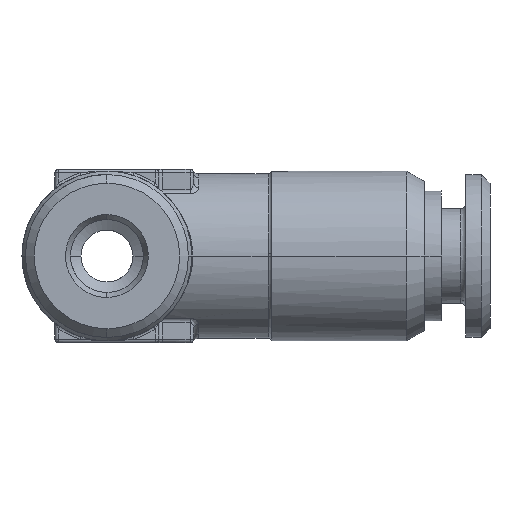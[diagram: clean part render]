
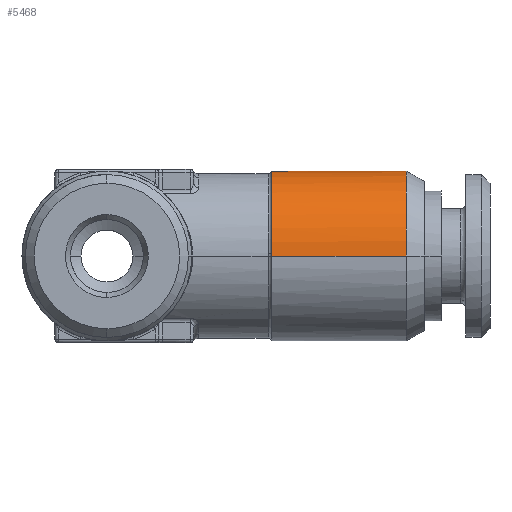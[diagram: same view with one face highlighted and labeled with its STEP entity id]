
A CAD part, left-side view. The second image highlights one B-rep face of the part: STEP entity #5468.
In plain terms, the highlighted cylindrical face has radius 4.9 mm (diameter 9.8 mm), a partial arc.
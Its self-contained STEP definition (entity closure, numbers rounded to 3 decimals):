
#5088=CARTESIAN_POINT('Axis2P3D Location',(0.,-17.28,0.)) ;
#5092=CARTESIAN_POINT('Vertex',(4.9,-17.28,0.)) ;
#5094=CARTESIAN_POINT('Vertex',(-4.9,-17.28,0.)) ;
#5426=CARTESIAN_POINT('Axis2P3D Location',(0.,-18.87,0.)) ;
#5431=CARTESIAN_POINT('Line Origine',(4.9,-18.87,0.)) ;
#5435=CARTESIAN_POINT('Vertex',(4.9,-9.499,0.)) ;
#5439=CARTESIAN_POINT('Control Point',(-4.9,-9.499,0.)) ;
#5440=CARTESIAN_POINT('Control Point',(-4.9,-9.499,0.77)) ;
#5441=CARTESIAN_POINT('Control Point',(-4.749,-9.499,1.539)) ;
#5442=CARTESIAN_POINT('Control Point',(-4.446,-9.499,2.269)) ;
#5443=CARTESIAN_POINT('Control Point',(-3.572,-9.499,3.572)) ;
#5444=CARTESIAN_POINT('Control Point',(-2.269,-9.499,4.446)) ;
#5445=CARTESIAN_POINT('Control Point',(-1.539,-9.499,4.749)) ;
#5446=CARTESIAN_POINT('Control Point',(0.,-9.499,5.051)) ;
#5447=CARTESIAN_POINT('Control Point',(1.539,-9.499,4.749)) ;
#5448=CARTESIAN_POINT('Control Point',(2.269,-9.499,4.446)) ;
#5449=CARTESIAN_POINT('Control Point',(3.572,-9.499,3.572)) ;
#5450=CARTESIAN_POINT('Control Point',(4.446,-9.499,2.269)) ;
#5451=CARTESIAN_POINT('Control Point',(4.749,-9.499,1.539)) ;
#5452=CARTESIAN_POINT('Control Point',(4.9,-9.499,0.77)) ;
#5453=CARTESIAN_POINT('Control Point',(4.9,-9.499,0.)) ;
#5454=CARTESIAN_POINT('Vertex',(-4.9,-9.499,0.)) ;
#5457=CARTESIAN_POINT('Line Origine',(-4.9,-18.87,0.)) ;
#5089=DIRECTION('Axis2P3D Direction',(-0.,1.,0.)) ;
#5427=DIRECTION('Axis2P3D Direction',(-0.,1.,0.)) ;
#5428=DIRECTION('Axis2P3D XDirection',(-1.,0.,0.)) ;
#5432=DIRECTION('Vector Direction',(0.,1.,0.)) ;
#5458=DIRECTION('Vector Direction',(0.,1.,0.)) ;
#5090=AXIS2_PLACEMENT_3D('Circle Axis2P3D',#5088,#5089,$) ;
#5429=AXIS2_PLACEMENT_3D('Cylinder Axis2P3D',#5426,#5427,#5428) ;
#5463=ORIENTED_EDGE('',*,*,#5096,.F.) ;
#5464=ORIENTED_EDGE('',*,*,#5437,.T.) ;
#5465=ORIENTED_EDGE('',*,*,#5456,.F.) ;
#5466=ORIENTED_EDGE('',*,*,#5461,.F.) ;
#5433=VECTOR('Line Direction',#5432,1.) ;
#5459=VECTOR('Line Direction',#5458,1.) ;
#5468=ADVANCED_FACE('MANIFOLD_SOLID_BREP #9137',(#5467),#5430,.T.) ;
#5438=B_SPLINE_CURVE_WITH_KNOTS('',5,(#5439,#5440,#5441,#5442,#5443,#5444,#5445,#5446,#5447,#5448,#5449,#5450,#5451,#5452,#5453),.UNSPECIFIED.,.F.,.U.,(6,3,3,3,6),(-7.697,-3.848,0.,3.848,7.697),.UNSPECIFIED.) ;
#5091=CIRCLE('generated circle',#5090,4.9) ;
#5430=CYLINDRICAL_SURFACE('generated cylinder',#5429,4.9) ;
#5096=EDGE_CURVE('',#5093,#5095,#5091,.F.) ;
#5437=EDGE_CURVE('',#5093,#5436,#5434,.T.) ;
#5456=EDGE_CURVE('',#5455,#5436,#5438,.T.) ;
#5461=EDGE_CURVE('',#5095,#5455,#5460,.T.) ;
#5462=EDGE_LOOP('',(#5463,#5464,#5465,#5466)) ;
#5467=FACE_OUTER_BOUND('',#5462,.T.) ;
#5434=LINE('Line',#5431,#5433) ;
#5460=LINE('Line',#5457,#5459) ;
#5093=VERTEX_POINT('',#5092) ;
#5095=VERTEX_POINT('',#5094) ;
#5436=VERTEX_POINT('',#5435) ;
#5455=VERTEX_POINT('',#5454) ;
